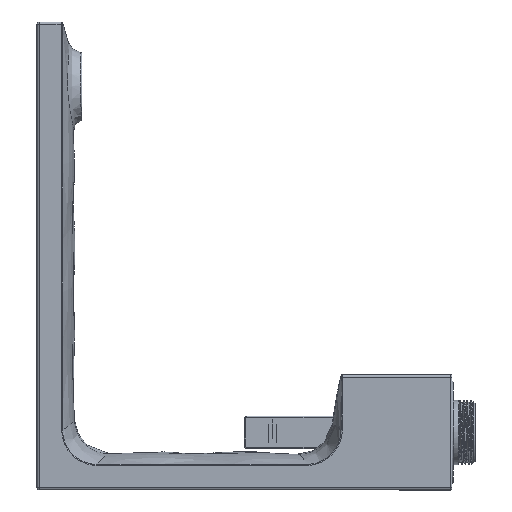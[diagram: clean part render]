
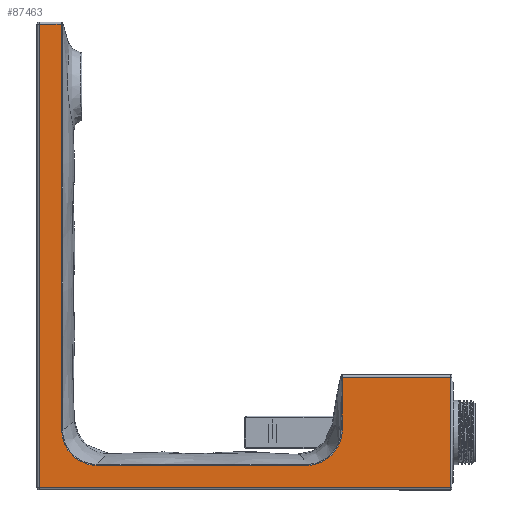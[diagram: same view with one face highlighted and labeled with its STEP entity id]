
A CAD part, left-side view. The second image highlights one B-rep face of the part: STEP entity #87463.
In plain terms, the highlighted planar face has unit normal (-1, 0, 0).
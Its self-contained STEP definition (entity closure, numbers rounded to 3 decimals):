
#4210=ELLIPSE('',#92886,94.086,1.473);
#5184=B_SPLINE_CURVE_WITH_KNOTS('',3,(#128760,#128761,#128762,#128763,#128764,
#128765),.UNSPECIFIED.,.F.,.F.,(4,1,1,4),(-2.424,-1.905,
-1.385,0.),.UNSPECIFIED.);
#5190=B_SPLINE_CURVE_WITH_KNOTS('',3,(#128883,#128884,#128885,#128886,#128887,
#128888,#128889,#128890,#128891,#128892,#128893,#128894,#128895),
 .UNSPECIFIED.,.F.,.F.,(4,2,2,1,2,2,4),(0.02,0.478,
2.6,4.227,5.855,8.144,9.1),
 .UNSPECIFIED.);
#5202=B_SPLINE_CURVE_WITH_KNOTS('',3,(#129237,#129238,#129239,#129240,#129241,
#129242,#129243,#129244,#129245,#129246,#129247,#129248,#129249,#129250,
#129251,#129252,#129253),.UNSPECIFIED.,.F.,.F.,(4,2,2,1,2,2,2,2,4),(0.1,
2.76,6.192,7.814,9.437,11.716,
13.804,16.546,17.691),.UNSPECIFIED.);
#5207=B_SPLINE_CURVE_WITH_KNOTS('',3,(#129365,#129366,#129367,#129368,#129369,
#129370),.UNSPECIFIED.,.F.,.F.,(4,1,1,4),(-2.424,-2.25,
-1.039,0.),.UNSPECIFIED.);
#7589=PLANE('',#92944);
#11146=FACE_OUTER_BOUND('',#16217,.T.);
#16217=EDGE_LOOP('',(#62577,#62578,#62579,#62580,#62581,#62582,#62583,#62584,
#62585,#62586));
#21963=LINE('',#128631,#29262);
#21965=LINE('',#128706,#29264);
#21969=LINE('',#128781,#29268);
#21972=LINE('',#128952,#29271);
#21976=LINE('',#129334,#29275);
#29262=VECTOR('',#101920,10.);
#29264=VECTOR('',#101946,10.);
#29268=VECTOR('',#101970,10.);
#29271=VECTOR('',#101999,10.);
#29275=VECTOR('',#102023,10.);
#39808=VERTEX_POINT('',#128544);
#39816=VERTEX_POINT('',#128625);
#39817=VERTEX_POINT('',#128662);
#39821=VERTEX_POINT('',#128696);
#39826=VERTEX_POINT('',#128740);
#39829=VERTEX_POINT('',#128774);
#39835=VERTEX_POINT('',#128881);
#39842=VERTEX_POINT('',#128943);
#39852=VERTEX_POINT('',#129142);
#39854=VERTEX_POINT('',#129236);
#48580=EDGE_CURVE('',#39808,#39816,#21963,.T.);
#48581=EDGE_CURVE('',#39817,#39808,#4210,.T.);
#48593=EDGE_CURVE('',#39816,#39821,#21965,.T.);
#48597=EDGE_CURVE('',#39826,#39817,#5184,.T.);
#48606=EDGE_CURVE('',#39821,#39829,#21969,.T.);
#48613=EDGE_CURVE('',#39835,#39826,#5190,.T.);
#48626=EDGE_CURVE('',#39829,#39842,#21972,.T.);
#48642=EDGE_CURVE('',#39852,#39854,#5202,.T.);
#48651=EDGE_CURVE('',#39842,#39852,#21976,.T.);
#48653=EDGE_CURVE('',#39854,#39835,#5207,.T.);
#62577=ORIENTED_EDGE('',*,*,#48642,.F.);
#62578=ORIENTED_EDGE('',*,*,#48651,.F.);
#62579=ORIENTED_EDGE('',*,*,#48626,.F.);
#62580=ORIENTED_EDGE('',*,*,#48606,.F.);
#62581=ORIENTED_EDGE('',*,*,#48593,.F.);
#62582=ORIENTED_EDGE('',*,*,#48580,.F.);
#62583=ORIENTED_EDGE('',*,*,#48581,.F.);
#62584=ORIENTED_EDGE('',*,*,#48597,.F.);
#62585=ORIENTED_EDGE('',*,*,#48613,.F.);
#62586=ORIENTED_EDGE('',*,*,#48653,.F.);
#87463=ADVANCED_FACE('',(#11146),#7589,.T.);
#92886=AXIS2_PLACEMENT_3D('',#128663,#101921,#101922);
#92944=AXIS2_PLACEMENT_3D('',#130591,#102053,#102054);
#101920=DIRECTION('',(0.,-1.,0.));
#101921=DIRECTION('center_axis',(1.,0.,0.));
#101922=DIRECTION('ref_axis',(0.,0.002,1.));
#101946=DIRECTION('',(0.,0.,-1.));
#101970=DIRECTION('',(0.,1.,0.));
#101999=DIRECTION('',(0.,0.,1.));
#102023=DIRECTION('',(0.,-1.,0.));
#102053=DIRECTION('center_axis',(-1.,0.,0.));
#102054=DIRECTION('ref_axis',(0.,0.,1.));
#128544=CARTESIAN_POINT('',(-25.,47.508,24.));
#128625=CARTESIAN_POINT('',(-25.,0.5,24.));
#128631=CARTESIAN_POINT('',(-25.,84.068,24.));
#128662=CARTESIAN_POINT('',(-25.,47.628,1.081));
#128663=CARTESIAN_POINT('Origin',(-25.,46.163,-26.994));
#128696=CARTESIAN_POINT('',(-25.,0.5,-24.));
#128706=CARTESIAN_POINT('',(-25.,0.5,28.501));
#128740=CARTESIAN_POINT('',(-25.,63.077,-14.338));
#128760=CARTESIAN_POINT('Ctrl Pts',(-25.,63.077,-14.338));
#128761=CARTESIAN_POINT('Ctrl Pts',(-25.,61.337,
-14.344));
#128762=CARTESIAN_POINT('Ctrl Pts',(-25.,57.894,
-13.749));
#128763=CARTESIAN_POINT('Ctrl Pts',(-25.,50.675,
-9.814));
#128764=CARTESIAN_POINT('Ctrl Pts',(-25.,47.59,
-3.557));
#128765=CARTESIAN_POINT('Ctrl Pts',(-25.,47.628,1.081));
#128774=CARTESIAN_POINT('',(-25.,179.,-24.));
#128781=CARTESIAN_POINT('',(-25.,60.318,-24.));
#128881=CARTESIAN_POINT('',(-25.,153.874,-14.372));
#128883=CARTESIAN_POINT('Ctrl Pts',(-25.,153.874,-14.372));
#128884=CARTESIAN_POINT('Ctrl Pts',(-25.,152.348,-14.374));
#128885=CARTESIAN_POINT('Ctrl Pts',(-25.,150.822,-14.375));
#128886=CARTESIAN_POINT('Ctrl Pts',(-25.,142.224,-14.362));
#128887=CARTESIAN_POINT('Ctrl Pts',(-25.,135.151,-14.286));
#128888=CARTESIAN_POINT('Ctrl Pts',(-25.,122.654,-14.283));
#128889=CARTESIAN_POINT('Ctrl Pts',(-25.,111.806,-14.321));
#128890=CARTESIAN_POINT('Ctrl Pts',(-25.,100.957,-14.379));
#128891=CARTESIAN_POINT('Ctrl Pts',(-25.,87.902,-14.372));
#128892=CARTESIAN_POINT('Ctrl Pts',(-25.,80.271,-14.295));
#128893=CARTESIAN_POINT('Ctrl Pts',(-25.,69.453,-14.31));
#128894=CARTESIAN_POINT('Ctrl Pts',(-25.,66.265,-14.324));
#128895=CARTESIAN_POINT('Ctrl Pts',(-25.,63.077,-14.338));
#128943=CARTESIAN_POINT('',(-25.,179.,177.));
#128952=CARTESIAN_POINT('',(-25.,179.,3.501));
#129142=CARTESIAN_POINT('',(-25.,169.492,177.));
#129236=CARTESIAN_POINT('',(-25.,169.275,1.083));
#129237=CARTESIAN_POINT('Ctrl Pts',(-25.,169.492,177.));
#129238=CARTESIAN_POINT('Ctrl Pts',(-25.,169.418,168.133));
#129239=CARTESIAN_POINT('Ctrl Pts',(-25.,169.347,159.266));
#129240=CARTESIAN_POINT('Ctrl Pts',(-25.,169.311,138.959));
#129241=CARTESIAN_POINT('Ctrl Pts',(-25.,169.284,127.519));
#129242=CARTESIAN_POINT('Ctrl Pts',(-25.,169.284,110.671));
#129243=CARTESIAN_POINT('Ctrl Pts',(-25.,169.315,99.854));
#129244=CARTESIAN_POINT('Ctrl Pts',(-25.,169.372,89.038));
#129245=CARTESIAN_POINT('Ctrl Pts',(-25.,169.365,76.033));
#129246=CARTESIAN_POINT('Ctrl Pts',(-25.,169.299,68.437));
#129247=CARTESIAN_POINT('Ctrl Pts',(-25.,169.311,53.879));
#129248=CARTESIAN_POINT('Ctrl Pts',(-25.,169.368,46.918));
#129249=CARTESIAN_POINT('Ctrl Pts',(-25.,169.367,30.816));
#129250=CARTESIAN_POINT('Ctrl Pts',(-25.,169.301,21.675));
#129251=CARTESIAN_POINT('Ctrl Pts',(-25.,169.277,8.717));
#129252=CARTESIAN_POINT('Ctrl Pts',(-25.,169.275,4.9));
#129253=CARTESIAN_POINT('Ctrl Pts',(-25.,169.275,1.083));
#129334=CARTESIAN_POINT('',(-25.,145.068,177.));
#129365=CARTESIAN_POINT('Ctrl Pts',(-25.,169.275,1.083));
#129366=CARTESIAN_POINT('Ctrl Pts',(-25.,169.265,
0.51));
#129367=CARTESIAN_POINT('Ctrl Pts',(-25.,169.068,
-4.128));
#129368=CARTESIAN_POINT('Ctrl Pts',(-25.,164.825,
-11.727));
#129369=CARTESIAN_POINT('Ctrl Pts',(-25.,157.333,-14.379));
#129370=CARTESIAN_POINT('Ctrl Pts',(-25.,153.874,-14.372));
#130591=CARTESIAN_POINT('Origin',(-25.,120.636,32.001));
